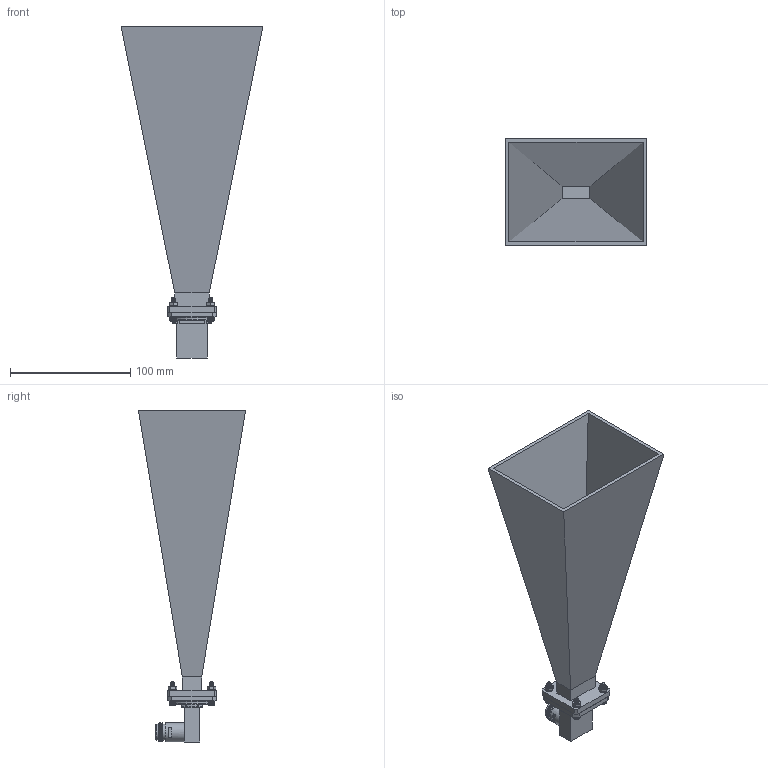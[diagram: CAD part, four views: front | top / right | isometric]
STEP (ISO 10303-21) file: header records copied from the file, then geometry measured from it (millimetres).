
FILE_DESCRIPTION (( 'STEP AP214' ), '1' );
FILE_NAME ('PEWAN090-20NF_3D.STEP', '2021-11-17T00:18:28', ( '' ), ( '' ), 'SwSTEP 2.0', 'SolidWorks 2021', '' );
FILE_SCHEMA (( 'AUTOMOTIVE_DESIGN' ));
Length unit declared in the file: inch
Products named in the file (8): PEWCA1031; 6-LW; Copy of PEWCA10231^PEWCA1031; PEWAN090-20; PEWAN090-20NF_3D; 6-32HN-NARROW_90730A007; Copy of N FEMALE-SOLID^PEWCA1031; 6-32SH-HXx.625_92196A150
Assembly tree (16 placements, depth 3):
  PEWAN090-20NF_3D
    6-32HN-NARROW_90730A007  x4
    6-32SH-HXx.625_92196A150  x4
    6-LW  x4
    PEWCA1031
      Copy of PEWCA10231^PEWCA1031
      Copy of N FEMALE-SOLID^PEWCA1031
    PEWAN090-20
Bounding box: 117.9 x 89.02 x 276.1 mm (x, y, z)
Volume: 208233.8 mm3; surface area: 128271.8 mm2
Topology: 16 solids, 16 shells, 1067 faces, 2470 edges, 1452 vertices
Faces by surface type: plane 655, cone 334, cylinder 47, bspline 31
Full cylindrical faces by diameter (mm): 2.286 x1, 3.048 x2, 4.3 x4, 4.305 x4, 10.287 x1, 13.335 x2, 15.875 x1, 35.51 x1
Entity records: 16092 total; most frequent: CARTESIAN_POINT 6647, ORIENTED_EDGE 1690, DIRECTION 1412, EDGE_CURVE 845, VERTEX_POINT 529, AXIS2_PLACEMENT_3D 523, EDGE_LOOP 424, FACE_OUTER_BOUND 383
